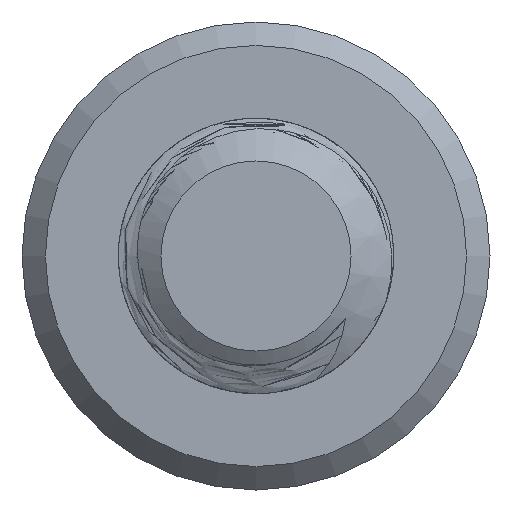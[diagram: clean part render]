
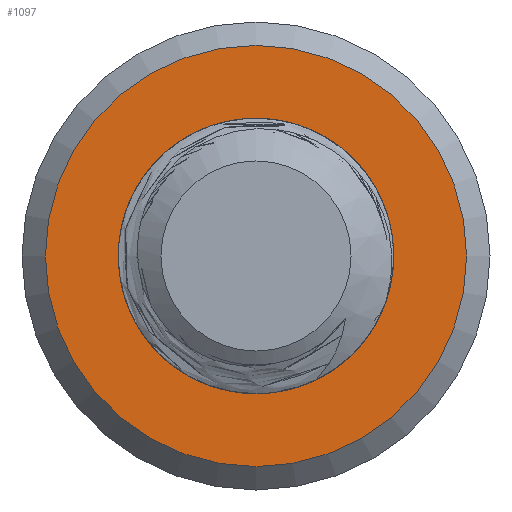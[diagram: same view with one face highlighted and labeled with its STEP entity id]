
A CAD part, left-side view. The second image highlights one B-rep face of the part: STEP entity #1097.
In plain terms, the highlighted face is planar.
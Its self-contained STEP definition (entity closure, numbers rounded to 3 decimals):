
#20=FACE_BOUND('',#165,.T.);
#23=PLANE('',#1190);
#99=FACE_OUTER_BOUND('',#164,.T.);
#164=EDGE_LOOP('',(#958));
#165=EDGE_LOOP('',(#959,#960,#961,#962));
#178=CIRCLE('',#1126,2.5);
#182=CIRCLE('',#1170,3.825);
#188=CIRCLE('',#1181,1.98);
#281=B_SPLINE_CURVE_WITH_KNOTS('',3,(#5084,#5085,#5086,#5087,#5088,#5089,
#5090,#5091,#5092,#5093,#5094,#5095,#5096,#5097,#5098,#5099),
 .UNSPECIFIED.,.F.,.F.,(4,2,2,2,2,2,2,4),(0.,0.052,0.102,
0.179,0.282,0.412,0.537,
0.687),.UNSPECIFIED.);
#282=B_SPLINE_CURVE_WITH_KNOTS('',3,(#5654,#5655,#5656,#5657,#5658,#5659,
#5660,#5661,#5662,#5663,#5664,#5665,#5666,#5667,#5668,#5669,#5670,#5671),
 .UNSPECIFIED.,.F.,.F.,(4,2,2,2,2,2,2,2,4),(0.,0.07,0.135,
0.224,0.26,0.316,0.376,
0.427,0.497),.UNSPECIFIED.);
#397=VERTEX_POINT('',#1428);
#398=VERTEX_POINT('',#1441);
#481=VERTEX_POINT('',#4417);
#490=VERTEX_POINT('',#4488);
#491=VERTEX_POINT('',#4501);
#504=EDGE_CURVE('',#397,#398,#178,.T.);
#627=EDGE_CURVE('',#481,#481,#182,.T.);
#641=EDGE_CURVE('',#491,#490,#188,.T.);
#645=EDGE_CURVE('',#490,#398,#281,.T.);
#646=EDGE_CURVE('',#397,#491,#282,.T.);
#958=ORIENTED_EDGE('',*,*,#627,.T.);
#959=ORIENTED_EDGE('',*,*,#504,.F.);
#960=ORIENTED_EDGE('',*,*,#646,.T.);
#961=ORIENTED_EDGE('',*,*,#641,.T.);
#962=ORIENTED_EDGE('',*,*,#645,.T.);
#1097=ADVANCED_FACE('',(#99,#20),#23,.F.);
#1126=AXIS2_PLACEMENT_3D('',#1442,#1211,#1212);
#1170=AXIS2_PLACEMENT_3D('',#4419,#1339,#1340);
#1181=AXIS2_PLACEMENT_3D('',#4502,#1364,#1365);
#1190=AXIS2_PLACEMENT_3D('',#5683,#1382,#1383);
#1211=DIRECTION('center_axis',(0.,0.,1.));
#1212=DIRECTION('ref_axis',(1.,0.,0.));
#1339=DIRECTION('center_axis',(0.,0.,1.));
#1340=DIRECTION('ref_axis',(-1.,0.,0.));
#1364=DIRECTION('center_axis',(0.,0.,-1.));
#1365=DIRECTION('ref_axis',(1.,0.,0.));
#1382=DIRECTION('center_axis',(0.,0.,-1.));
#1383=DIRECTION('ref_axis',(-1.,0.,0.));
#1428=CARTESIAN_POINT('',(0.,2.5,-16.));
#1441=CARTESIAN_POINT('',(-1.752,1.784,-16.));
#1442=CARTESIAN_POINT('Origin',(0.,0.,-16.));
#4417=CARTESIAN_POINT('',(3.825,0.,-16.));
#4419=CARTESIAN_POINT('Origin',(0.,0.,-16.));
#4488=CARTESIAN_POINT('',(0.,-1.98,-16.));
#4501=CARTESIAN_POINT('',(1.388,-1.413,-16.));
#4502=CARTESIAN_POINT('Origin',(0.,0.,-16.));
#5084=CARTESIAN_POINT('Ctrl Pts',(0.,-1.98,
-16.));
#5085=CARTESIAN_POINT('Ctrl Pts',(-0.173,-1.998,
-16.));
#5086=CARTESIAN_POINT('Ctrl Pts',(-0.348,-1.994,
-16.));
#5087=CARTESIAN_POINT('Ctrl Pts',(-0.685,-1.943,
-16.));
#5088=CARTESIAN_POINT('Ctrl Pts',(-0.846,-1.898,
-16.));
#5089=CARTESIAN_POINT('Ctrl Pts',(-1.238,-1.738,-16.));
#5090=CARTESIAN_POINT('Ctrl Pts',(-1.456,-1.597,-16.));
#5091=CARTESIAN_POINT('Ctrl Pts',(-1.891,-1.185,-16.));
#5092=CARTESIAN_POINT('Ctrl Pts',(-2.045,-0.923,-16.));
#5093=CARTESIAN_POINT('Ctrl Pts',(-2.26,-0.439,
-16.));
#5094=CARTESIAN_POINT('Ctrl Pts',(-2.326,-0.148,
-16.));
#5095=CARTESIAN_POINT('Ctrl Pts',(-2.347,0.432,-16.));
#5096=CARTESIAN_POINT('Ctrl Pts',(-2.304,0.716,-16.));
#5097=CARTESIAN_POINT('Ctrl Pts',(-2.101,1.306,-16.));
#5098=CARTESIAN_POINT('Ctrl Pts',(-1.928,1.576,-16.));
#5099=CARTESIAN_POINT('Ctrl Pts',(-1.752,1.784,-16.));
#5654=CARTESIAN_POINT('Ctrl Pts',(0.,2.5,
-16.));
#5655=CARTESIAN_POINT('Ctrl Pts',(0.234,2.481,-16.));
#5656=CARTESIAN_POINT('Ctrl Pts',(0.464,2.428,-16.));
#5657=CARTESIAN_POINT('Ctrl Pts',(0.881,2.264,-16.));
#5658=CARTESIAN_POINT('Ctrl Pts',(1.069,2.159,-16.));
#5659=CARTESIAN_POINT('Ctrl Pts',(1.478,1.851,-16.));
#5660=CARTESIAN_POINT('Ctrl Pts',(1.68,1.629,-16.));
#5661=CARTESIAN_POINT('Ctrl Pts',(1.898,1.273,-16.));
#5662=CARTESIAN_POINT('Ctrl Pts',(1.967,1.145,-16.));
#5663=CARTESIAN_POINT('Ctrl Pts',(2.117,0.751,-16.));
#5664=CARTESIAN_POINT('Ctrl Pts',(2.165,0.494,-16.));
#5665=CARTESIAN_POINT('Ctrl Pts',(2.167,-0.039,
-16.));
#5666=CARTESIAN_POINT('Ctrl Pts',(2.115,-0.311,-16.));
#5667=CARTESIAN_POINT('Ctrl Pts',(1.927,-0.78,-16.));
#5668=CARTESIAN_POINT('Ctrl Pts',(1.825,-0.938,-16.));
#5669=CARTESIAN_POINT('Ctrl Pts',(1.647,-1.179,-16.));
#5670=CARTESIAN_POINT('Ctrl Pts',(1.525,-1.305,-16.));
#5671=CARTESIAN_POINT('Ctrl Pts',(1.388,-1.413,-16.));
#5683=CARTESIAN_POINT('Origin',(0.,0.,-16.));
